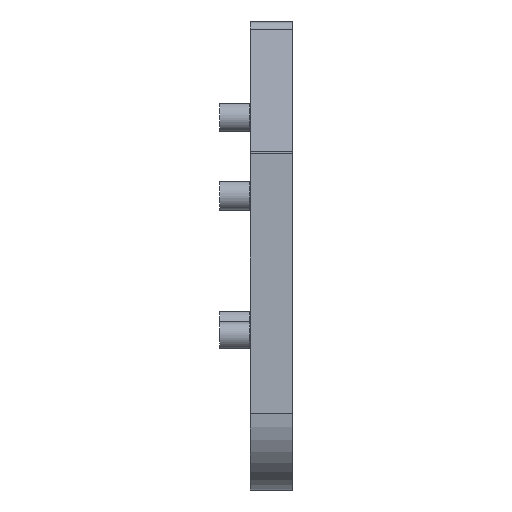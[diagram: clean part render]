
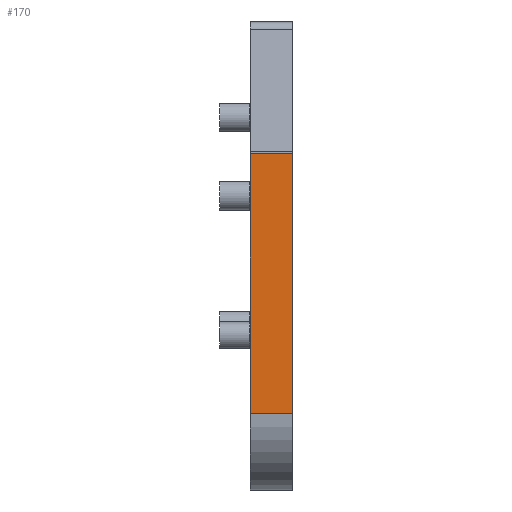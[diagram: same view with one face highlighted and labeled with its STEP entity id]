
A CAD part, front view. The second image highlights one B-rep face of the part: STEP entity #170.
In plain terms, the highlighted planar face has unit normal (0, -1, 0).
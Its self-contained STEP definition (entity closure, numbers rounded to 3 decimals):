
#170 = ADVANCED_FACE( '', ( #348 ), #349, .T. );
#348 = FACE_OUTER_BOUND( '', #523, .T. );
#349 = PLANE( '', #524 );
#523 = EDGE_LOOP( '', ( #944, #945, #946, #947 ) );
#524 = AXIS2_PLACEMENT_3D( '', #948, #949, #950 );
#944 = ORIENTED_EDGE( '', *, *, #1068, .F. );
#945 = ORIENTED_EDGE( '', *, *, #1016, .F. );
#946 = ORIENTED_EDGE( '', *, *, #1105, .T. );
#947 = ORIENTED_EDGE( '', *, *, #1058, .T. );
#948 = CARTESIAN_POINT( '', ( -2.2, -22.3, 7.51 ) );
#949 = DIRECTION( '', ( 0., -1., 0. ) );
#950 = DIRECTION( '', ( 0., 0., -1. ) );
#1016 = EDGE_CURVE( '', #1206, #1202, #1208, .T. );
#1058 = EDGE_CURVE( '', #1274, #1271, #1275, .T. );
#1068 = EDGE_CURVE( '', #1202, #1271, #1289, .T. );
#1105 = EDGE_CURVE( '', #1206, #1274, #1340, .T. );
#1202 = VERTEX_POINT( '', #1467 );
#1206 = VERTEX_POINT( '', #1472 );
#1208 = LINE( '', #1474, #1475 );
#1271 = VERTEX_POINT( '', #1562 );
#1274 = VERTEX_POINT( '', #1565 );
#1275 = LINE( '', #1566, #1567 );
#1289 = LINE( '', #1587, #1588 );
#1340 = LINE( '', #1659, #1660 );
#1467 = CARTESIAN_POINT( '', ( 0., -22.3, 7.51 ) );
#1472 = CARTESIAN_POINT( '', ( -2.2, -22.3, 7.51 ) );
#1474 = CARTESIAN_POINT( '', ( -2.2, -22.3, 7.51 ) );
#1475 = VECTOR( '', #1756, 1000. );
#1562 = CARTESIAN_POINT( '', ( 0., -22.3, -6.1 ) );
#1565 = CARTESIAN_POINT( '', ( -2.2, -22.3, -6.1 ) );
#1566 = CARTESIAN_POINT( '', ( -2.2, -22.3, -6.1 ) );
#1567 = VECTOR( '', #1799, 1000. );
#1587 = CARTESIAN_POINT( '', ( 0., -22.3, 7.51 ) );
#1588 = VECTOR( '', #1812, 1000. );
#1659 = CARTESIAN_POINT( '', ( -2.2, -22.3, 7.51 ) );
#1660 = VECTOR( '', #1854, 1000. );
#1756 = DIRECTION( '', ( 1., 0., 0. ) );
#1799 = DIRECTION( '', ( 1., 0., 0. ) );
#1812 = DIRECTION( '', ( 0., 0., -1. ) );
#1854 = DIRECTION( '', ( 0., 0., -1. ) );
